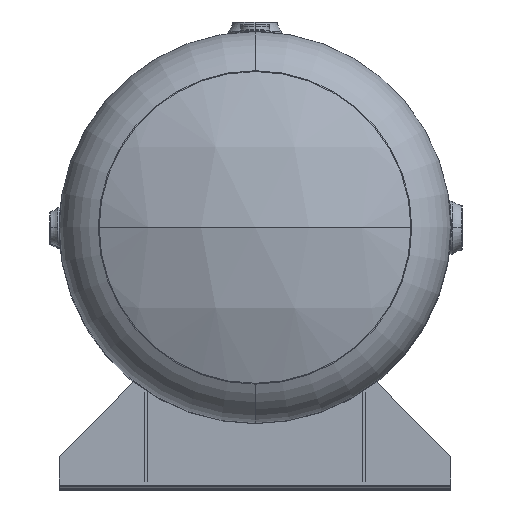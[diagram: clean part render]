
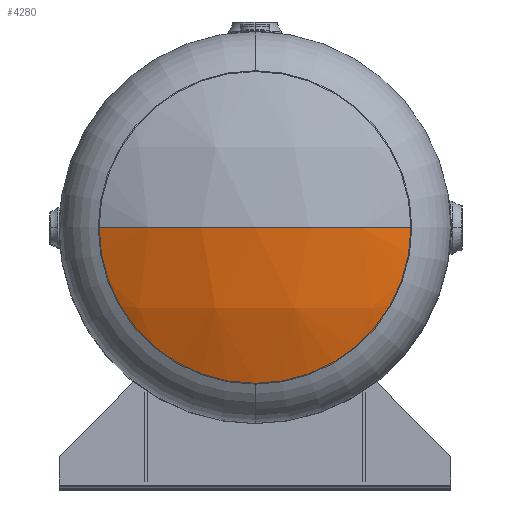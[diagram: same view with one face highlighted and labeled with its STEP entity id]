
A CAD part, top view. The second image highlights one B-rep face of the part: STEP entity #4280.
In plain terms, the highlighted spherical face has radius 822.96 mm.
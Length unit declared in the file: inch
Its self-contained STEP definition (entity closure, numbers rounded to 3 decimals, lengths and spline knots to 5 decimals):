
#1 = ORIENTED_EDGE ( 'NONE', *, *, #6420, .F. ) ;
#1013 = ORIENTED_EDGE ( 'NONE', *, *, #6424, .F. ) ;
#1015 = ORIENTED_EDGE ( 'NONE', *, *, #6418, .F. ) ;
#1016 = ORIENTED_EDGE ( 'NONE', *, *, #6419, .T. ) ;
#1530 = VERTEX_POINT ( 'NONE', #5695 ) ;
#1533 = VERTEX_POINT ( 'NONE', #5697 ) ;
#1537 = VERTEX_POINT ( 'NONE', #5701 ) ;
#1540 = VERTEX_POINT ( 'NONE', #5704 ) ;
#1606 = CARTESIAN_POINT ( 'NONE',  ( 0., 0., 43.12413 ) ) ;
#1607 = DIRECTION ( 'NONE',  ( 0., 0., -1. ) ) ;
#1608 = DIRECTION ( 'NONE',  ( 0., 1., 0. ) ) ;
#3562 = EDGE_LOOP ( 'NONE', ( #1, #1016, #1015, #1013 ) ) ;
#4280 = ADVANCED_FACE ( 'NONE', ( #7709 ), #7710, .T. ) ;
#5695 = CARTESIAN_POINT ( 'NONE',  ( 14.4, 0., 43.12413 ) ) ;
#5697 = CARTESIAN_POINT ( 'NONE',  ( 0., -14.4, 43.12413 ) ) ;
#5701 = CARTESIAN_POINT ( 'NONE',  ( 0., 0., 46.5 ) ) ;
#5704 = CARTESIAN_POINT ( 'NONE',  ( -14.4, 0., 43.12413 ) ) ;
#6418 = EDGE_CURVE ( 'NONE', #1533, #1540, #7162, .T. ) ;
#6419 = EDGE_CURVE ( 'NONE', #1537, #1540, #7160, .T. ) ;
#6420 = EDGE_CURVE ( 'NONE', #1537, #1530, #7164, .T. ) ;
#6424 = EDGE_CURVE ( 'NONE', #1530, #1533, #7150, .T. ) ;
#7147 = AXIS2_PLACEMENT_3D ( 'NONE', #1606, #1607, #1608 ) ;
#7150 = CIRCLE ( 'NONE', #7147, 14.4 ) ;
#7155 = AXIS2_PLACEMENT_3D ( 'NONE', #9947, #9948, #9949 ) ;
#7157 = AXIS2_PLACEMENT_3D ( 'NONE', #9944, #9945, #9946 ) ;
#7159 = AXIS2_PLACEMENT_3D ( 'NONE', #9941, #9942, #9943 ) ;
#7160 = CIRCLE ( 'NONE', #7157, 32.4 ) ;
#7162 = CIRCLE ( 'NONE', #7159, 14.4 ) ;
#7164 = CIRCLE ( 'NONE', #7155, 32.4 ) ;
#7702 = CARTESIAN_POINT ( 'NONE',  ( 0., 0., 14.1 ) ) ;
#7709 = FACE_OUTER_BOUND ( 'NONE', #3562, .T. ) ;
#7710 = SPHERICAL_SURFACE ( 'NONE', #9372, 32.4 ) ;
#7713 = DIRECTION ( 'NONE',  ( 0., -1., 0. ) ) ;
#7714 = DIRECTION ( 'NONE',  ( 1., 0., 0. ) ) ;
#9372 = AXIS2_PLACEMENT_3D ( 'NONE', #7702, #7713, #7714 ) ;
#9941 = CARTESIAN_POINT ( 'NONE',  ( 0., 0., 43.12413 ) ) ;
#9942 = DIRECTION ( 'NONE',  ( 0., 0., -1. ) ) ;
#9943 = DIRECTION ( 'NONE',  ( 0., 1., 0. ) ) ;
#9944 = CARTESIAN_POINT ( 'NONE',  ( 0., 0., 14.1 ) ) ;
#9945 = DIRECTION ( 'NONE',  ( 0., -1., 0. ) ) ;
#9946 = DIRECTION ( 'NONE',  ( 1., 0., 0. ) ) ;
#9947 = CARTESIAN_POINT ( 'NONE',  ( 0., 0., 14.1 ) ) ;
#9948 = DIRECTION ( 'NONE',  ( 0., 1., 0. ) ) ;
#9949 = DIRECTION ( 'NONE',  ( 0., 0., 1. ) ) ;
